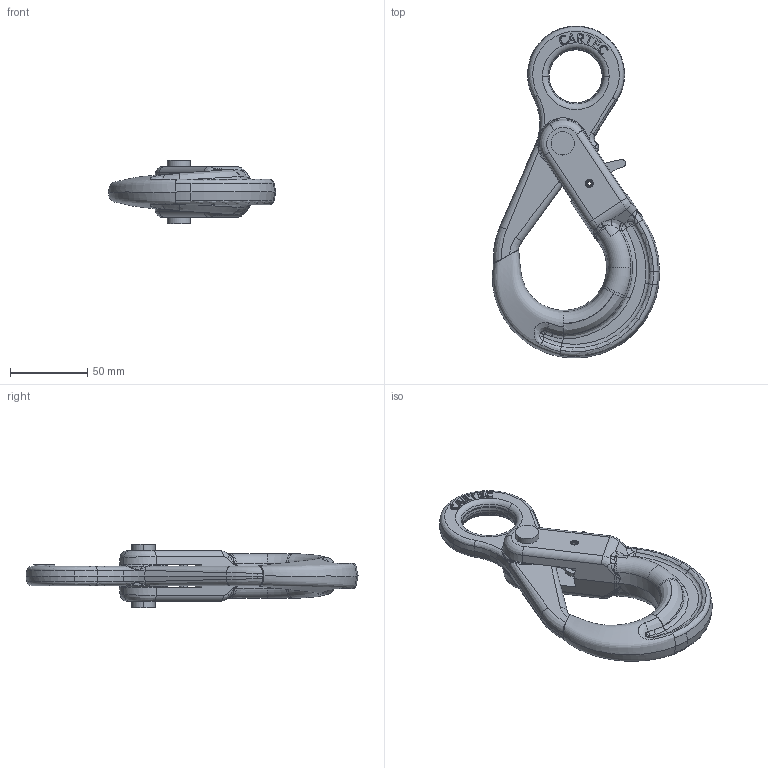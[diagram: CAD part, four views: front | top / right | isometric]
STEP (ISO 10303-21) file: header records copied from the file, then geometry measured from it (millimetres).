
FILE_DESCRIPTION(('STEP AP214'),'1');
FILE_NAME('cro_10.stp','2018-01-24T07:02:35',('TraceParts'),('TraceParts S.A.'),'Spatial InterOp 3D',' ',' ');
FILE_SCHEMA(('automotive_design'));
Length unit declared in the file: millimetre
Products named in the file (6): cro_10_1; cro_10_2; cro_10_3; cro_10_4; cro_10_5; cro_10_6
Bounding box: 108.5 x 215.34 x 41 mm (x, y, z)
Volume: 193507.4 mm3; surface area: 48445.8 mm2
Topology: 6 solids, 6 shells, 492 faces, 1267 edges, 776 vertices
Faces by surface type: bspline 199, plane 116, cylinder 91, torus 44, cone 42
Entity records: 48802 total; most frequent: CARTESIAN_POINT 34037, ORIENTED_EDGE 2500, DIRECTION 1879, EDGE_CURVE 1250, VERTEX_POINT 776, AXIS2_PLACEMENT_3D 737, EDGE_LOOP 518, STYLED_ITEM 498
